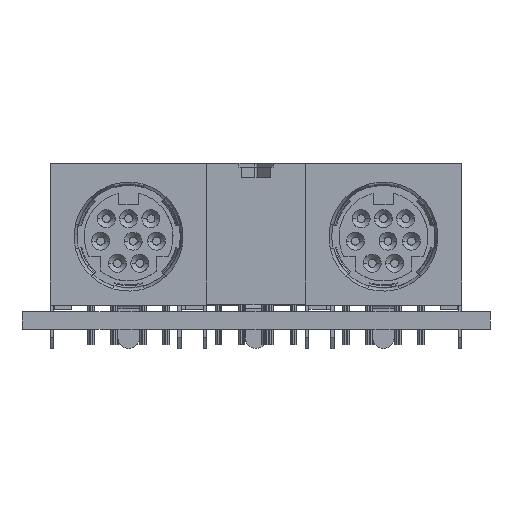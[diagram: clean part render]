
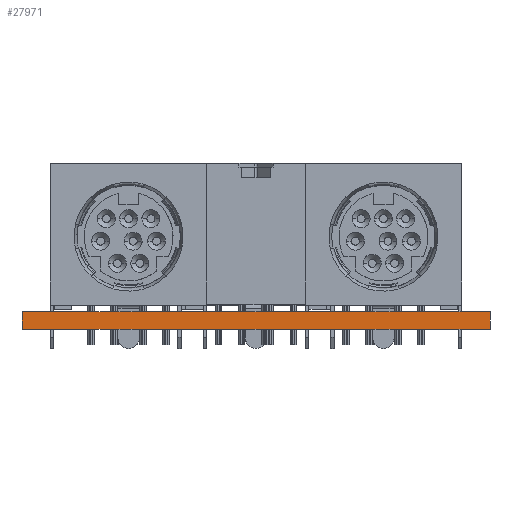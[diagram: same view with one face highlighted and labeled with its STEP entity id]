
A CAD part, front view. The second image highlights one B-rep face of the part: STEP entity #27971.
In plain terms, the highlighted planar face has unit normal (0, -1, 0).
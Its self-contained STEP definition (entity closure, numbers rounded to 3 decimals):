
#27971 = ADVANCED_FACE('',(#27972),#27986,.T.);
#27972 = FACE_BOUND('',#27973,.T.);
#27973 = EDGE_LOOP('',(#27974,#28009,#28037,#28065));
#27974 = ORIENTED_EDGE('',*,*,#27975,.T.);
#27975 = EDGE_CURVE('',#27976,#27978,#27980,.T.);
#27976 = VERTEX_POINT('',#27977);
#27977 = CARTESIAN_POINT('',(147.537,-107.925,0.));
#27978 = VERTEX_POINT('',#27979);
#27979 = CARTESIAN_POINT('',(147.537,-107.925,1.6));
#27980 = SURFACE_CURVE('',#27981,(#27985,#27997),.PCURVE_S1.);
#27981 = LINE('',#27982,#27983);
#27982 = CARTESIAN_POINT('',(147.537,-107.925,0.));
#27983 = VECTOR('',#27984,1.);
#27984 = DIRECTION('',(0.,0.,1.));
#27985 = PCURVE('',#27986,#27991);
#27986 = PLANE('',#27987);
#27987 = AXIS2_PLACEMENT_3D('',#27988,#27989,#27990);
#27988 = CARTESIAN_POINT('',(147.537,-107.925,0.));
#27989 = DIRECTION('',(0.,-1.,0.));
#27990 = DIRECTION('',(-1.,0.,0.));
#27991 = DEFINITIONAL_REPRESENTATION('',(#27992),#27996);
#27992 = LINE('',#27993,#27994);
#27993 = CARTESIAN_POINT('',(0.,-0.));
#27994 = VECTOR('',#27995,1.);
#27995 = DIRECTION('',(0.,-1.));
#27996 = ( GEOMETRIC_REPRESENTATION_CONTEXT(2) 
PARAMETRIC_REPRESENTATION_CONTEXT() REPRESENTATION_CONTEXT('2D SPACE',''
  ) );
#27997 = PCURVE('',#27998,#28003);
#27998 = PLANE('',#27999);
#27999 = AXIS2_PLACEMENT_3D('',#28000,#28001,#28002);
#28000 = CARTESIAN_POINT('',(147.537,-94.08,0.));
#28001 = DIRECTION('',(1.,0.,-0.));
#28002 = DIRECTION('',(0.,-1.,0.));
#28003 = DEFINITIONAL_REPRESENTATION('',(#28004),#28008);
#28004 = LINE('',#28005,#28006);
#28005 = CARTESIAN_POINT('',(13.845,0.));
#28006 = VECTOR('',#28007,1.);
#28007 = DIRECTION('',(0.,-1.));
#28008 = ( GEOMETRIC_REPRESENTATION_CONTEXT(2) 
PARAMETRIC_REPRESENTATION_CONTEXT() REPRESENTATION_CONTEXT('2D SPACE',''
  ) );
#28009 = ORIENTED_EDGE('',*,*,#28010,.T.);
#28010 = EDGE_CURVE('',#27978,#28011,#28013,.T.);
#28011 = VERTEX_POINT('',#28012);
#28012 = CARTESIAN_POINT('',(105.662,-107.925,1.6));
#28013 = SURFACE_CURVE('',#28014,(#28018,#28025),.PCURVE_S1.);
#28014 = LINE('',#28015,#28016);
#28015 = CARTESIAN_POINT('',(147.537,-107.925,1.6));
#28016 = VECTOR('',#28017,1.);
#28017 = DIRECTION('',(-1.,0.,0.));
#28018 = PCURVE('',#27986,#28019);
#28019 = DEFINITIONAL_REPRESENTATION('',(#28020),#28024);
#28020 = LINE('',#28021,#28022);
#28021 = CARTESIAN_POINT('',(0.,-1.6));
#28022 = VECTOR('',#28023,1.);
#28023 = DIRECTION('',(1.,0.));
#28024 = ( GEOMETRIC_REPRESENTATION_CONTEXT(2) 
PARAMETRIC_REPRESENTATION_CONTEXT() REPRESENTATION_CONTEXT('2D SPACE',''
  ) );
#28025 = PCURVE('',#28026,#28031);
#28026 = PLANE('',#28027);
#28027 = AXIS2_PLACEMENT_3D('',#28028,#28029,#28030);
#28028 = CARTESIAN_POINT('',(126.599,-95.498,1.6));
#28029 = DIRECTION('',(-0.,-0.,-1.));
#28030 = DIRECTION('',(-1.,0.,0.));
#28031 = DEFINITIONAL_REPRESENTATION('',(#28032),#28036);
#28032 = LINE('',#28033,#28034);
#28033 = CARTESIAN_POINT('',(-20.938,-12.427));
#28034 = VECTOR('',#28035,1.);
#28035 = DIRECTION('',(1.,0.));
#28036 = ( GEOMETRIC_REPRESENTATION_CONTEXT(2) 
PARAMETRIC_REPRESENTATION_CONTEXT() REPRESENTATION_CONTEXT('2D SPACE',''
  ) );
#28037 = ORIENTED_EDGE('',*,*,#28038,.F.);
#28038 = EDGE_CURVE('',#28039,#28011,#28041,.T.);
#28039 = VERTEX_POINT('',#28040);
#28040 = CARTESIAN_POINT('',(105.662,-107.925,0.));
#28041 = SURFACE_CURVE('',#28042,(#28046,#28053),.PCURVE_S1.);
#28042 = LINE('',#28043,#28044);
#28043 = CARTESIAN_POINT('',(105.662,-107.925,0.));
#28044 = VECTOR('',#28045,1.);
#28045 = DIRECTION('',(0.,0.,1.));
#28046 = PCURVE('',#27986,#28047);
#28047 = DEFINITIONAL_REPRESENTATION('',(#28048),#28052);
#28048 = LINE('',#28049,#28050);
#28049 = CARTESIAN_POINT('',(41.875,0.));
#28050 = VECTOR('',#28051,1.);
#28051 = DIRECTION('',(0.,-1.));
#28052 = ( GEOMETRIC_REPRESENTATION_CONTEXT(2) 
PARAMETRIC_REPRESENTATION_CONTEXT() REPRESENTATION_CONTEXT('2D SPACE',''
  ) );
#28053 = PCURVE('',#28054,#28059);
#28054 = PLANE('',#28055);
#28055 = AXIS2_PLACEMENT_3D('',#28056,#28057,#28058);
#28056 = CARTESIAN_POINT('',(105.662,-107.925,0.));
#28057 = DIRECTION('',(-1.,0.,0.));
#28058 = DIRECTION('',(0.,1.,0.));
#28059 = DEFINITIONAL_REPRESENTATION('',(#28060),#28064);
#28060 = LINE('',#28061,#28062);
#28061 = CARTESIAN_POINT('',(0.,0.));
#28062 = VECTOR('',#28063,1.);
#28063 = DIRECTION('',(0.,-1.));
#28064 = ( GEOMETRIC_REPRESENTATION_CONTEXT(2) 
PARAMETRIC_REPRESENTATION_CONTEXT() REPRESENTATION_CONTEXT('2D SPACE',''
  ) );
#28065 = ORIENTED_EDGE('',*,*,#28066,.F.);
#28066 = EDGE_CURVE('',#27976,#28039,#28067,.T.);
#28067 = SURFACE_CURVE('',#28068,(#28072,#28079),.PCURVE_S1.);
#28068 = LINE('',#28069,#28070);
#28069 = CARTESIAN_POINT('',(147.537,-107.925,0.));
#28070 = VECTOR('',#28071,1.);
#28071 = DIRECTION('',(-1.,0.,0.));
#28072 = PCURVE('',#27986,#28073);
#28073 = DEFINITIONAL_REPRESENTATION('',(#28074),#28078);
#28074 = LINE('',#28075,#28076);
#28075 = CARTESIAN_POINT('',(0.,-0.));
#28076 = VECTOR('',#28077,1.);
#28077 = DIRECTION('',(1.,0.));
#28078 = ( GEOMETRIC_REPRESENTATION_CONTEXT(2) 
PARAMETRIC_REPRESENTATION_CONTEXT() REPRESENTATION_CONTEXT('2D SPACE',''
  ) );
#28079 = PCURVE('',#28080,#28085);
#28080 = PLANE('',#28081);
#28081 = AXIS2_PLACEMENT_3D('',#28082,#28083,#28084);
#28082 = CARTESIAN_POINT('',(126.599,-95.498,0.));
#28083 = DIRECTION('',(-0.,-0.,-1.));
#28084 = DIRECTION('',(-1.,0.,0.));
#28085 = DEFINITIONAL_REPRESENTATION('',(#28086),#28090);
#28086 = LINE('',#28087,#28088);
#28087 = CARTESIAN_POINT('',(-20.938,-12.427));
#28088 = VECTOR('',#28089,1.);
#28089 = DIRECTION('',(1.,0.));
#28090 = ( GEOMETRIC_REPRESENTATION_CONTEXT(2) 
PARAMETRIC_REPRESENTATION_CONTEXT() REPRESENTATION_CONTEXT('2D SPACE',''
  ) );
